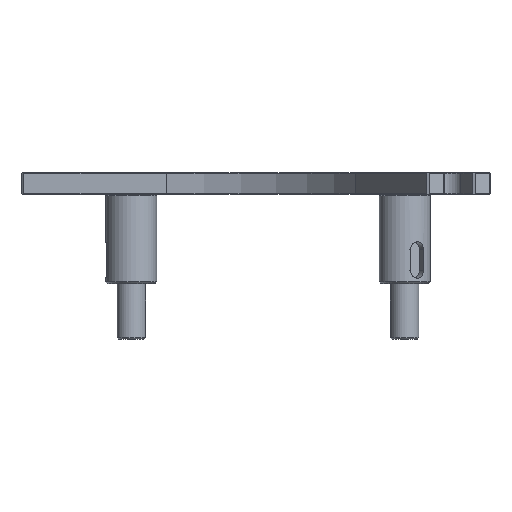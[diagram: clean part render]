
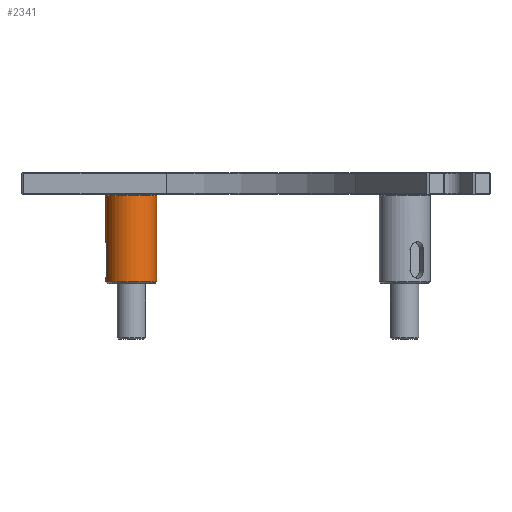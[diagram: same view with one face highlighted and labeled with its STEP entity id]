
A CAD part, front view. The second image highlights one B-rep face of the part: STEP entity #2341.
In plain terms, the highlighted cylindrical face has radius 7 mm (diameter 14 mm), a full revolution.
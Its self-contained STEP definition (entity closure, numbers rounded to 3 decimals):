
#39=B_SPLINE_CURVE_WITH_KNOTS('',3,(#3948,#3949,#3950,#3951,#3952,#3953,
#3954,#3955,#3956,#3957),.UNSPECIFIED.,.F.,.F.,(4,2,2,2,4),(-0.606,
-0.531,-0.455,-0.379,-0.303),
 .UNSPECIFIED.);
#40=B_SPLINE_CURVE_WITH_KNOTS('',3,(#3959,#3960,#3961,#3962,#3963,#3964,
#3965,#3966,#3967,#3968),.UNSPECIFIED.,.F.,.F.,(4,2,2,2,4),(-0.303,
-0.227,-0.152,-0.076,0.),
 .UNSPECIFIED.);
#41=B_SPLINE_CURVE_WITH_KNOTS('',3,(#3972,#3973,#3974,#3975,#3976,#3977,
#3978,#3979,#3980,#3981),.UNSPECIFIED.,.F.,.F.,(4,2,2,2,4),(0.,0.076,
0.152,0.227,0.303),.UNSPECIFIED.);
#42=B_SPLINE_CURVE_WITH_KNOTS('',3,(#3983,#3984,#3985,#3986,#3987,#3988,
#3989,#3990,#3991,#3992),.UNSPECIFIED.,.F.,.F.,(4,2,2,2,4),(0.303,
0.379,0.455,0.531,0.606),
 .UNSPECIFIED.);
#79=CYLINDRICAL_SURFACE('',#2618,7.);
#113=FACE_BOUND('',#444,.T.);
#180=CIRCLE('',#2617,7.);
#181=CIRCLE('',#2619,7.);
#305=FACE_OUTER_BOUND('',#443,.T.);
#443=EDGE_LOOP('',(#2083,#2084,#2085,#2086));
#444=EDGE_LOOP('',(#2087,#2088,#2089,#2090,#2091,#2092));
#689=LINE('',#3945,#931);
#690=LINE('',#3970,#932);
#691=LINE('',#3993,#933);
#931=VECTOR('',#3245,7.);
#932=VECTOR('',#3246,10.);
#933=VECTOR('',#3247,10.);
#1139=VERTEX_POINT('',#3939);
#1140=VERTEX_POINT('',#3943);
#1141=VERTEX_POINT('',#3946);
#1142=VERTEX_POINT('',#3947);
#1143=VERTEX_POINT('',#3958);
#1144=VERTEX_POINT('',#3969);
#1145=VERTEX_POINT('',#3971);
#1146=VERTEX_POINT('',#3982);
#1458=EDGE_CURVE('',#1139,#1139,#180,.T.);
#1459=EDGE_CURVE('',#1140,#1140,#181,.T.);
#1460=EDGE_CURVE('',#1140,#1139,#689,.T.);
#1461=EDGE_CURVE('',#1141,#1142,#39,.T.);
#1462=EDGE_CURVE('',#1142,#1143,#40,.T.);
#1463=EDGE_CURVE('',#1143,#1144,#690,.T.);
#1464=EDGE_CURVE('',#1144,#1145,#41,.T.);
#1465=EDGE_CURVE('',#1145,#1146,#42,.T.);
#1466=EDGE_CURVE('',#1146,#1141,#691,.T.);
#2083=ORIENTED_EDGE('',*,*,#1459,.F.);
#2084=ORIENTED_EDGE('',*,*,#1460,.T.);
#2085=ORIENTED_EDGE('',*,*,#1458,.F.);
#2086=ORIENTED_EDGE('',*,*,#1460,.F.);
#2087=ORIENTED_EDGE('',*,*,#1461,.T.);
#2088=ORIENTED_EDGE('',*,*,#1462,.T.);
#2089=ORIENTED_EDGE('',*,*,#1463,.T.);
#2090=ORIENTED_EDGE('',*,*,#1464,.T.);
#2091=ORIENTED_EDGE('',*,*,#1465,.T.);
#2092=ORIENTED_EDGE('',*,*,#1466,.T.);
#2341=ADVANCED_FACE('',(#305,#113),#79,.T.);
#2617=AXIS2_PLACEMENT_3D('',#3941,#3239,#3240);
#2618=AXIS2_PLACEMENT_3D('',#3942,#3241,#3242);
#2619=AXIS2_PLACEMENT_3D('',#3944,#3243,#3244);
#3239=DIRECTION('center_axis',(0.,0.,-1.));
#3240=DIRECTION('ref_axis',(-1.,0.,0.));
#3241=DIRECTION('center_axis',(0.,0.,1.));
#3242=DIRECTION('ref_axis',(-1.,0.,0.));
#3243=DIRECTION('center_axis',(0.,0.,1.));
#3244=DIRECTION('ref_axis',(-1.,0.,0.));
#3245=DIRECTION('',(0.,0.,-1.));
#3246=DIRECTION('',(0.,0.,1.));
#3247=DIRECTION('',(0.,0.,-1.));
#3939=CARTESIAN_POINT('',(7.,0.,0.5));
#3941=CARTESIAN_POINT('Origin',(0.,0.,0.5));
#3942=CARTESIAN_POINT('Origin',(0.,0.,0.));
#3943=CARTESIAN_POINT('',(7.,0.,24.147));
#3944=CARTESIAN_POINT('Origin',(0.,0.,24.147));
#3945=CARTESIAN_POINT('',(7.,0.,0.));
#3946=CARTESIAN_POINT('',(-2.,6.708,3.5));
#3947=CARTESIAN_POINT('',(0.,7.,1.5));
#3948=CARTESIAN_POINT('Ctrl Pts',(-2.,6.708,3.5));
#3949=CARTESIAN_POINT('Ctrl Pts',(-2.,6.708,3.247));
#3950=CARTESIAN_POINT('Ctrl Pts',(-1.949,6.724,2.979));
#3951=CARTESIAN_POINT('Ctrl Pts',(-1.745,6.78,2.487));
#3952=CARTESIAN_POINT('Ctrl Pts',(-1.591,6.819,2.263));
#3953=CARTESIAN_POINT('Ctrl Pts',(-1.237,6.892,1.909));
#3954=CARTESIAN_POINT('Ctrl Pts',(-1.013,6.931,1.755));
#3955=CARTESIAN_POINT('Ctrl Pts',(-0.521,6.985,1.551));
#3956=CARTESIAN_POINT('Ctrl Pts',(-0.253,7.,1.5));
#3957=CARTESIAN_POINT('Ctrl Pts',(0.,7.,1.5));
#3958=CARTESIAN_POINT('',(2.,6.708,3.5));
#3959=CARTESIAN_POINT('Ctrl Pts',(0.,7.,1.5));
#3960=CARTESIAN_POINT('Ctrl Pts',(0.253,7.,1.5));
#3961=CARTESIAN_POINT('Ctrl Pts',(0.521,6.985,1.551));
#3962=CARTESIAN_POINT('Ctrl Pts',(1.013,6.931,1.755));
#3963=CARTESIAN_POINT('Ctrl Pts',(1.237,6.892,1.909));
#3964=CARTESIAN_POINT('Ctrl Pts',(1.591,6.819,2.263));
#3965=CARTESIAN_POINT('Ctrl Pts',(1.745,6.78,2.487));
#3966=CARTESIAN_POINT('Ctrl Pts',(1.949,6.724,2.979));
#3967=CARTESIAN_POINT('Ctrl Pts',(2.,6.708,3.247));
#3968=CARTESIAN_POINT('Ctrl Pts',(2.,6.708,3.5));
#3969=CARTESIAN_POINT('',(2.,6.708,9.5));
#3970=CARTESIAN_POINT('',(2.,6.708,0.));
#3971=CARTESIAN_POINT('',(0.,7.,11.5));
#3972=CARTESIAN_POINT('Ctrl Pts',(2.,6.708,9.5));
#3973=CARTESIAN_POINT('Ctrl Pts',(2.,6.708,9.753));
#3974=CARTESIAN_POINT('Ctrl Pts',(1.949,6.724,10.021));
#3975=CARTESIAN_POINT('Ctrl Pts',(1.745,6.78,10.513));
#3976=CARTESIAN_POINT('Ctrl Pts',(1.591,6.819,10.737));
#3977=CARTESIAN_POINT('Ctrl Pts',(1.237,6.892,11.091));
#3978=CARTESIAN_POINT('Ctrl Pts',(1.013,6.931,11.245));
#3979=CARTESIAN_POINT('Ctrl Pts',(0.521,6.985,11.449));
#3980=CARTESIAN_POINT('Ctrl Pts',(0.253,7.,11.5));
#3981=CARTESIAN_POINT('Ctrl Pts',(0.,7.,11.5));
#3982=CARTESIAN_POINT('',(-2.,6.708,9.5));
#3983=CARTESIAN_POINT('Ctrl Pts',(0.,7.,11.5));
#3984=CARTESIAN_POINT('Ctrl Pts',(-0.253,7.,11.5));
#3985=CARTESIAN_POINT('Ctrl Pts',(-0.521,6.985,11.449));
#3986=CARTESIAN_POINT('Ctrl Pts',(-1.013,6.931,11.245));
#3987=CARTESIAN_POINT('Ctrl Pts',(-1.237,6.892,11.091));
#3988=CARTESIAN_POINT('Ctrl Pts',(-1.591,6.819,10.737));
#3989=CARTESIAN_POINT('Ctrl Pts',(-1.745,6.78,10.513));
#3990=CARTESIAN_POINT('Ctrl Pts',(-1.949,6.724,10.021));
#3991=CARTESIAN_POINT('Ctrl Pts',(-2.,6.708,9.753));
#3992=CARTESIAN_POINT('Ctrl Pts',(-2.,6.708,9.5));
#3993=CARTESIAN_POINT('',(-2.,6.708,0.));
